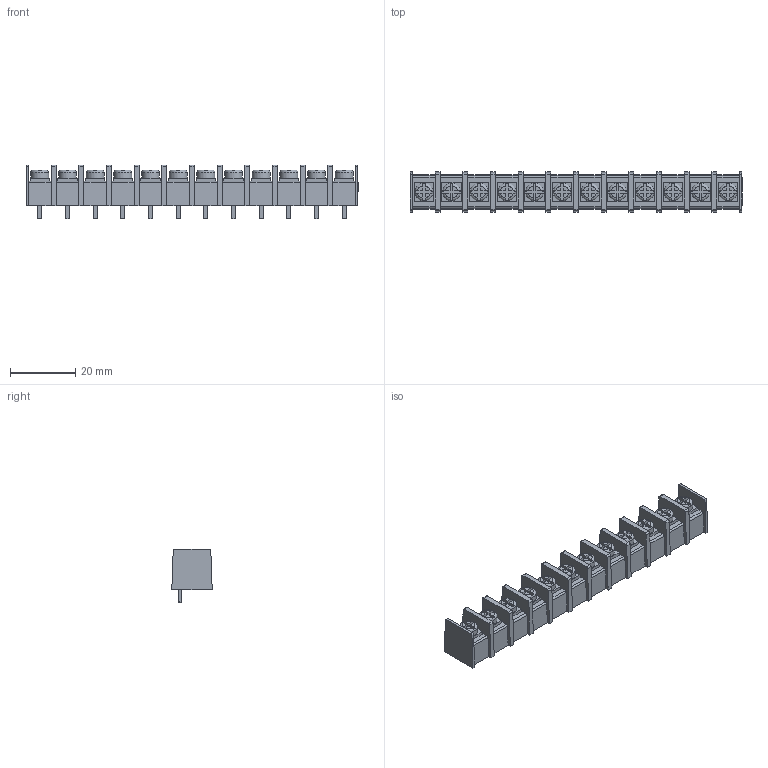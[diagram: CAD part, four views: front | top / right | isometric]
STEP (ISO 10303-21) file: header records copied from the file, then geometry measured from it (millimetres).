
FILE_DESCRIPTION (( 'STEP AP214' ), '1' );
FILE_NAME ('CONN-TH_12P-P8.50_DBT10-8.5-12P.step', '2022-08-02T13:42:03', ( '' ), ( '' ), 'SwSTEP 2.0', 'SolidWorks 2020', '' );
FILE_SCHEMA (( 'AUTOMOTIVE_DESIGN' ));
Length unit declared in the file: millimetre
Products named in the file (1): CONN-TH_12P-P8.50_DBT10-8.5-12P
Bounding box: 101.98 x 12.4 x 16.5 mm (x, y, z)
Volume: 9103.8 mm3; surface area: 8285.3 mm2
Topology: 14 solids, 14 shells, 882 faces, 2389 edges, 1602 vertices
Faces by surface type: plane 638, cylinder 122, bspline 98, torus 24
Entity records: 35849 total; most frequent: CARTESIAN_POINT 7216, ORIENTED_EDGE 4778, DIRECTION 3893, EDGE_CURVE 2389, VECTOR 1691, LINE 1691, VERTEX_POINT 1602, AXIS2_PLACEMENT_3D 1101
